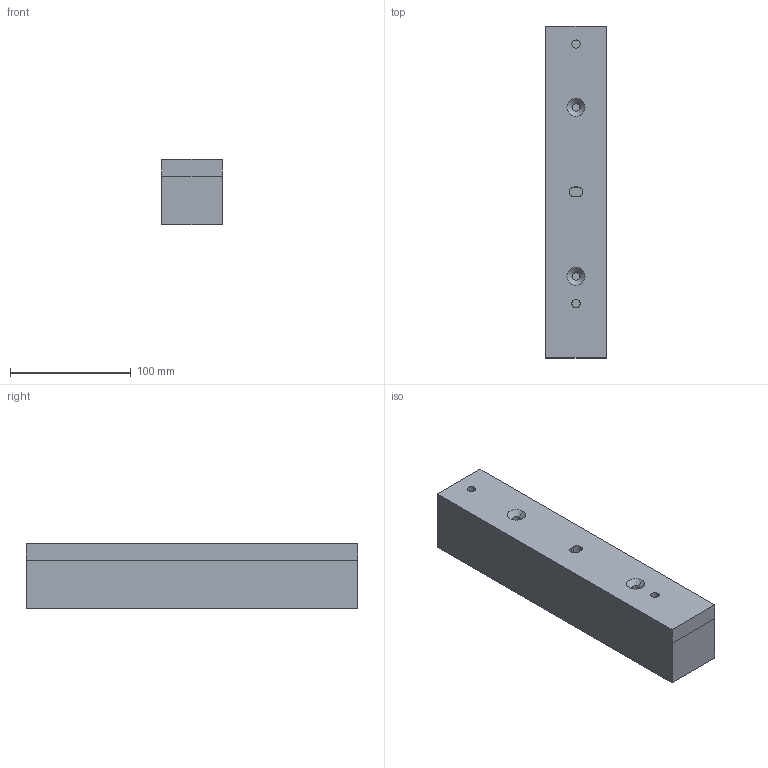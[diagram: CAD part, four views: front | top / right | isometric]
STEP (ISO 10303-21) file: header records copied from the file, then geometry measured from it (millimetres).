
FILE_DESCRIPTION (( 'STEP AP214' ), '1' );
FILE_NAME ('Base socle V3.STEP', '2020-02-29T00:48:10', ( '' ), ( '' ), 'SwSTEP 2.0', 'SolidWorks 2019', '' );
FILE_SCHEMA (( 'AUTOMOTIVE_DESIGN' ));
Length unit declared in the file: millimetre
Products named in the file (1): Base socle V3
Bounding box: 50 x 275 x 54 mm (x, y, z)
Volume: 738920.5 mm3; surface area: 91230.4 mm2
Topology: 2 solids, 2 shells, 35 faces, 83 edges, 54 vertices
Faces by surface type: plane 16, cylinder 15, cone 4
Entity records: 1126 total; most frequent: DIRECTION 189, CARTESIAN_POINT 173, ORIENTED_EDGE 166, EDGE_CURVE 83, AXIS2_PLACEMENT_3D 70, VERTEX_POINT 54, LINE 49, VECTOR 49
